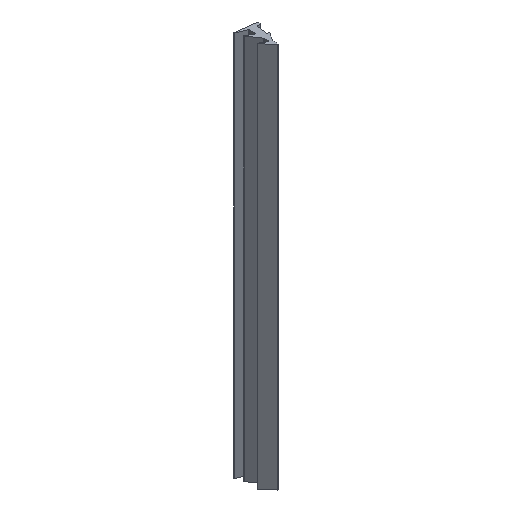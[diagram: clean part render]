
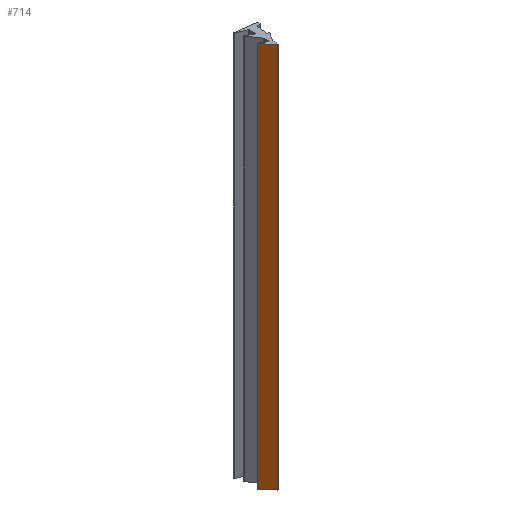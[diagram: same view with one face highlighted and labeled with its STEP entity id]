
A CAD part, isometric view. The second image highlights one B-rep face of the part: STEP entity #714.
In plain terms, the highlighted planar face has unit normal (-0.747, -0.665, 0).
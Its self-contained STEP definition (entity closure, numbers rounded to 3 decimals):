
#656=CARTESIAN_POINT('',(-1.933,2.169,0.0));
#657=VERTEX_POINT('',#656);
#665=CARTESIAN_POINT('',(-1.933,2.169,156.662));
#666=VERTEX_POINT('',#665);
#667=CARTESIAN_POINT('',(-1.933,2.169,0.0));
#668=DIRECTION('',(0.0,0.0,1.0));
#669=VECTOR('',#668,156.662);
#670=LINE('',#667,#669);
#671=EDGE_CURVE('',#657,#666,#670,.T.);
#684=CARTESIAN_POINT('',(-2.126,2.386,-7.833));
#685=DIRECTION('',(-0.747,-0.665,0.0));
#686=DIRECTION('',(0.665,-0.747,0.0));
#687=AXIS2_PLACEMENT_3D('',#684,#685,#686);
#688=PLANE('',#687);
#689=CARTESIAN_POINT('',(1.933,-2.169,0.0));
#690=VERTEX_POINT('',#689);
#691=CARTESIAN_POINT('',(-1.933,2.169,0.0));
#692=DIRECTION('',(0.665,-0.747,0.0));
#693=VECTOR('',#692,5.811);
#694=LINE('',#691,#693);
#695=EDGE_CURVE('',#657,#690,#694,.T.);
#696=ORIENTED_EDGE('',*,*,#695,.T.);
#697=CARTESIAN_POINT('',(1.933,-2.169,156.662));
#698=VERTEX_POINT('',#697);
#699=CARTESIAN_POINT('',(1.933,-2.169,0.0));
#700=DIRECTION('',(0.0,0.0,1.0));
#701=VECTOR('',#700,156.662);
#702=LINE('',#699,#701);
#703=EDGE_CURVE('',#690,#698,#702,.T.);
#704=ORIENTED_EDGE('',*,*,#703,.T.);
#705=CARTESIAN_POINT('',(-1.933,2.169,156.662));
#706=DIRECTION('',(0.665,-0.747,0.0));
#707=VECTOR('',#706,5.811);
#708=LINE('',#705,#707);
#709=EDGE_CURVE('',#666,#698,#708,.T.);
#710=ORIENTED_EDGE('',*,*,#709,.F.);
#711=ORIENTED_EDGE('',*,*,#671,.F.);
#712=EDGE_LOOP('',(#696,#704,#710,#711));
#713=FACE_OUTER_BOUND('',#712,.T.);
#714=ADVANCED_FACE('',(#713),#688,.T.);
